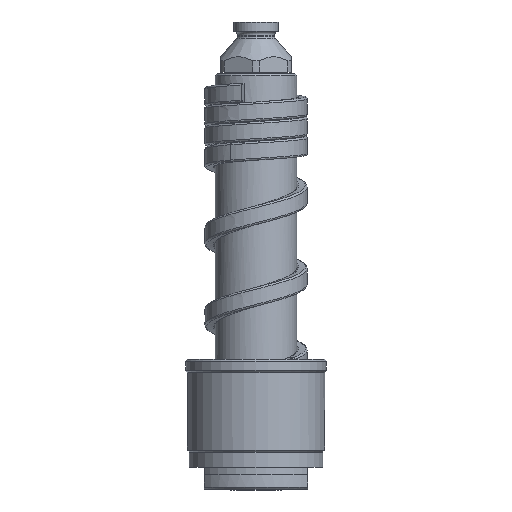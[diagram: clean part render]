
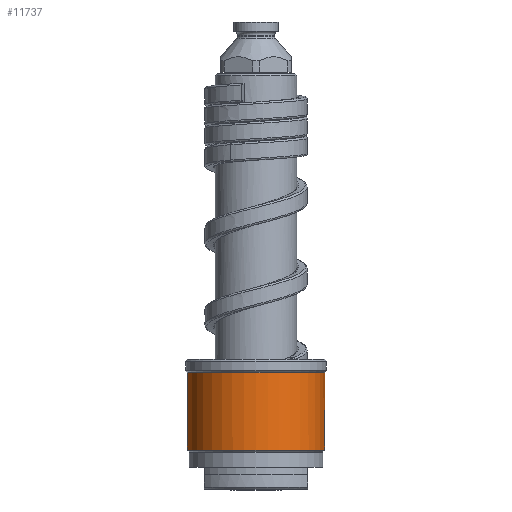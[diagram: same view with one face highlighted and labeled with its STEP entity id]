
A CAD part, front view. The second image highlights one B-rep face of the part: STEP entity #11737.
In plain terms, the highlighted cylindrical face has radius 18.5 mm (diameter 37 mm), a partial arc.
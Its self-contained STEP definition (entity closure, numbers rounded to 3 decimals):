
#3154=CARTESIAN_POINT('',(0.,0.,10.583));
#3155=DIRECTION('',(0.,0.,1.));
#3156=DIRECTION('',(-1.,0.,0.));
#3157=AXIS2_PLACEMENT_3D('',#3154,#3155,#3156);
#3164=DIRECTION('',(0.,0.,1.));
#3165=VECTOR('',#3164,20.834);
#3166=CARTESIAN_POINT('',(18.5,0.,10.583));
#3167=LINE('',#3166,#3165);
#3176=DIRECTION('',(0.,0.,1.));
#3177=VECTOR('',#3176,20.834);
#3178=CARTESIAN_POINT('',(-18.5,0.,10.583));
#3179=LINE('',#3178,#3177);
#3180=CARTESIAN_POINT('',(0.,0.,31.417));
#3181=DIRECTION('',(0.,0.,-1.));
#3182=DIRECTION('',(1.,0.,0.));
#3183=AXIS2_PLACEMENT_3D('',#3180,#3181,#3182);
#3185=CARTESIAN_POINT('',(0.,0.,31.417));
#3186=DIRECTION('',(0.,0.,-1.));
#3187=DIRECTION('',(1.,-0.008,0.));
#3188=AXIS2_PLACEMENT_3D('',#3185,#3186,#3187);
#5930=CARTESIAN_POINT('',(18.499,-0.152,
31.417));
#5931=CARTESIAN_POINT('',(-18.5,0.,31.417));
#5932=VERTEX_POINT('',#5930);
#5933=VERTEX_POINT('',#5931);
#5934=CARTESIAN_POINT('',(18.5,0.,31.417));
#5935=VERTEX_POINT('',#5934);
#5936=CARTESIAN_POINT('',(-18.5,0.,10.583));
#5937=CARTESIAN_POINT('',(18.5,0.,10.583));
#5938=VERTEX_POINT('',#5936);
#5939=VERTEX_POINT('',#5937);
#11723=CARTESIAN_POINT('',(0.,0.,8.75));
#11724=DIRECTION('',(0.,0.,1.));
#11725=DIRECTION('',(-1.,0.,0.));
#11726=AXIS2_PLACEMENT_3D('',#11723,#11724,#11725);
#11727=CYLINDRICAL_SURFACE('',#11726,18.5);
#11728=ORIENTED_EDGE('',*,*,#11693,.F.);
#11729=ORIENTED_EDGE('',*,*,#11713,.T.);
#11731=ORIENTED_EDGE('',*,*,#11730,.F.);
#11733=ORIENTED_EDGE('',*,*,#11732,.F.);
#11734=ORIENTED_EDGE('',*,*,#11707,.F.);
#11735=EDGE_LOOP('',(#11728,#11729,#11731,#11733,#11734));
#11736=FACE_OUTER_BOUND('',#11735,.F.);
#3158=CIRCLE('',#3157,18.5);
#3184=CIRCLE('',#3183,18.5);
#3189=CIRCLE('',#3188,18.5);
#11693=EDGE_CURVE('',#5938,#5939,#3158,.T.);
#11707=EDGE_CURVE('',#5939,#5935,#3167,.T.);
#11713=EDGE_CURVE('',#5938,#5933,#3179,.T.);
#11730=EDGE_CURVE('',#5932,#5933,#3189,.T.);
#11732=EDGE_CURVE('',#5935,#5932,#3184,.T.);
#11737=ADVANCED_FACE('',(#11736),#11727,.T.);
